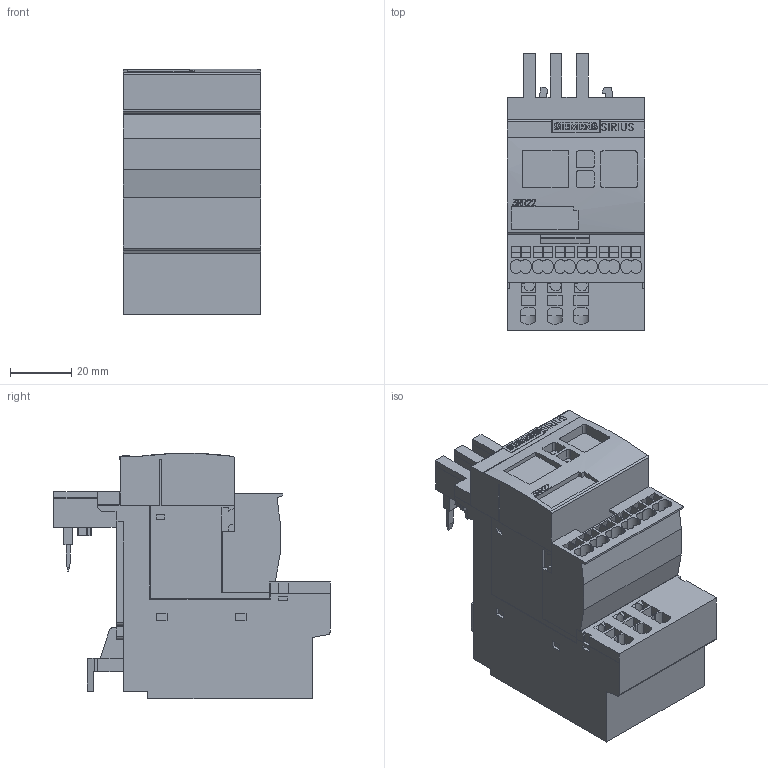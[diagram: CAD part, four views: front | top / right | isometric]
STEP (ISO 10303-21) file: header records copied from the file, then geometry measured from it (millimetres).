
FILE_DESCRIPTION(('STEP AP214'),'1');
FILE_NAME('cctmp_B522D569-487D-453C-A828-9515F557618E_2023_07_21_11_03_52_0228..stp','2023-07-21T09:03:53',('SIEMENS A&D'),('CADClick - www.CADClick.com'),'Spatial InterOp 3D postprocessed',' ','unknown authorization');
FILE_SCHEMA(('AUTOMOTIVE_DESIGN'));
Length unit declared in the file: millimetre
Products named in the file (1): 2023_07_21_11_03_52_0204
Bounding box: 45 x 90.2 x 80.1 mm (x, y, z)
Volume: 188444.6 mm3; surface area: 39612.4 mm2
Topology: 1 solids, 1 shells, 1036 faces, 2926 edges, 1948 vertices
Faces by surface type: plane 894, cylinder 142
Entity records: 36477 total; most frequent: CARTESIAN_POINT 6019, ORIENTED_EDGE 5852, DIRECTION 5383, EDGE_CURVE 2926, LINE 2519, VECTOR 2519, VERTEX_POINT 1948, AXIS2_PLACEMENT_3D 1432
